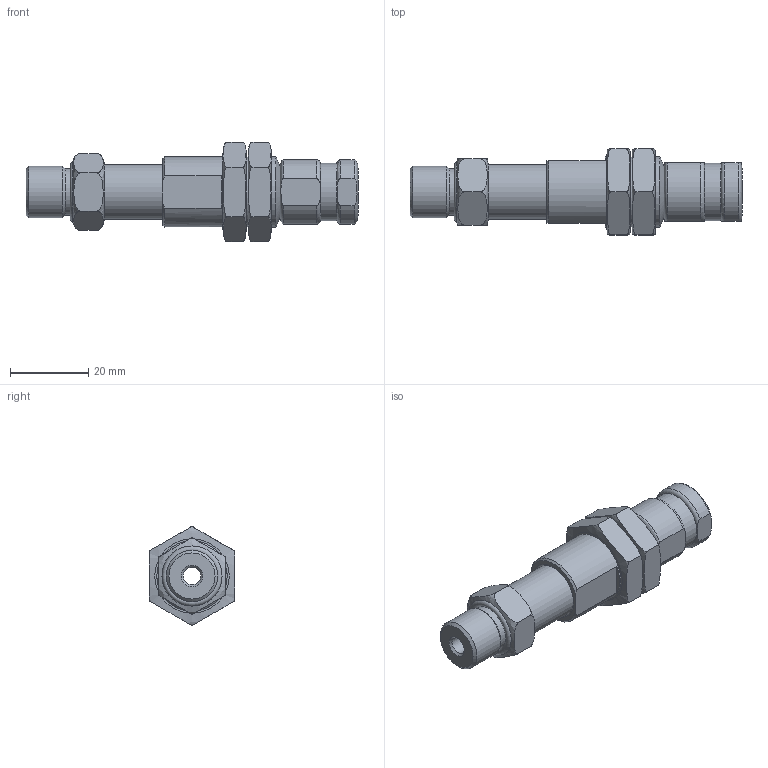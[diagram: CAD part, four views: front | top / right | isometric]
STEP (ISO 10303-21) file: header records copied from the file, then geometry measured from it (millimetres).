
FILE_DESCRIPTION(/* description */ ('Unknown'),/* implementation_level */ '2;1');
FILE_NAME(/* name */ 'L1415T',/* time_stamp */ '2020-10-05T14:56:39+09:00',/* author */ ('Unknown'),/* organization */ ('Unknown'),/* preprocessor_version */ 'ST-DEVELOPER v16.7',/* originating_system */ 'DEX',/* authorisation */ $);
FILE_SCHEMA (('AUTOMOTIVE_DESIGN {1 0 10303 214 3 1 1}'));
Length unit declared in the file: millimetre
Products named in the file (1): L1415T
Bounding box: 85 x 22 x 25.4 mm (x, y, z)
Volume: 16949.3 mm3; surface area: 7870.5 mm2
Topology: 1 solids, 1 shells, 80 faces, 181 edges, 114 vertices
Faces by surface type: plane 39, cylinder 18, cone 11, bspline 8, torus 4
Full cylindrical faces by diameter (mm): 4.5 x2, 9.8 x1, 11 x1, 11.8 x2, 12 x1, 13.2 x1, 13.9 x1, 14.7 x1, 15.4 x1, 18 x3
Entity records: 4947 total; most frequent: CARTESIAN_POINT 2830, DIRECTION 292, ORIENTED_EDGE 276, EDGE_CURVE 138, AXIS2_PLACEMENT_3D 129, EDGE_LOOP 128, FACE_BOUND 128, VERTEX_POINT 106
